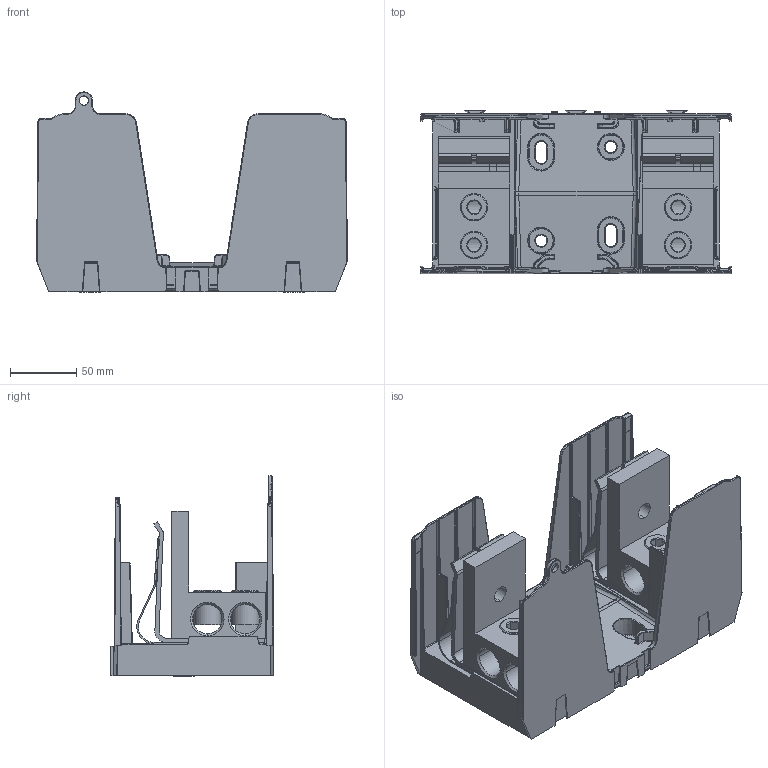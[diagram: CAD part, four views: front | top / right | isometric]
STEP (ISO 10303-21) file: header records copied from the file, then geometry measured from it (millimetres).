
FILE_DESCRIPTION (( 'STEP AP203' ), '1' );
FILE_NAME ('JM60600-1CR-1.step', '2021-12-07T12:18:35', ( '' ), ( '' ), 'SwSTEP 2.0', 'SolidWorks 2021', '' );
FILE_SCHEMA (( 'CONFIG_CONTROL_DESIGN' ));
Length unit declared in the file: inch
Products named in the file (1): JM60600-1CR-1
Bounding box: 235.05 x 123.89 x 151.31 mm (x, y, z)
Surface area: 279274.9 mm2 (no closed solid volume)
Topology: 0 solids, 15 shells, 1021 faces, 3012 edges, 1913 vertices
Faces by surface type: cylinder 448, plane 328, bspline 191, cone 50, torus 4
Entity records: 57928 total; most frequent: CARTESIAN_POINT 33679, ORIENTED_EDGE 5157, DIRECTION 4246, EDGE_CURVE 2980, VERTEX_POINT 1913, VECTOR 1482, LINE 1482, AXIS2_PLACEMENT_3D 1382
